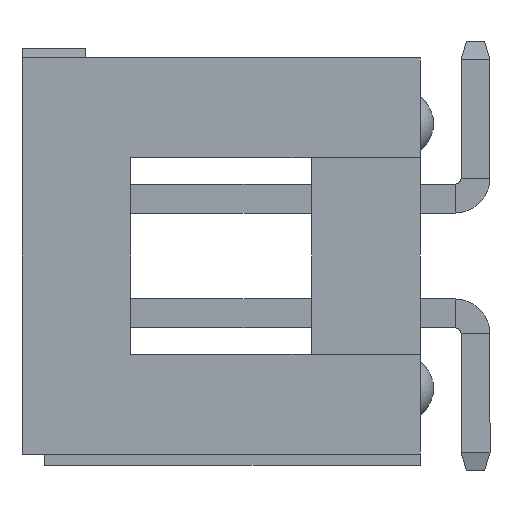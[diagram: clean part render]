
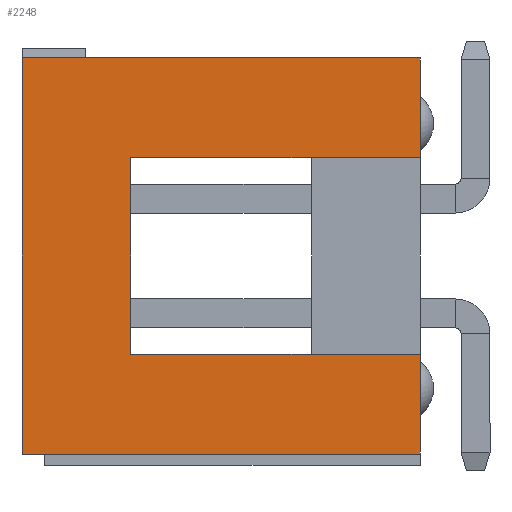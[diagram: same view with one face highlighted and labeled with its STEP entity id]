
A CAD part, left-side view. The second image highlights one B-rep face of the part: STEP entity #2248.
In plain terms, the highlighted planar face has unit normal (-1, 0, 0).
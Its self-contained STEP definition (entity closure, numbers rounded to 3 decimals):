
#9 = EDGE_CURVE ( 'NONE', #2092, #4068, #2004, .T. ) ;
#163 = DIRECTION ( 'NONE',  ( 0., 1., 0. ) ) ;
#179 = DIRECTION ( 'NONE',  ( 0., 0., -1. ) ) ;
#480 = ORIENTED_EDGE ( 'NONE', *, *, #2851, .T. ) ;
#538 = CARTESIAN_POINT ( 'NONE',  ( 0., 0., -4.375 ) ) ;
#558 = PLANE ( 'NONE',  #3856 ) ;
#680 = LINE ( 'NONE', #3160, #1858 ) ;
#796 = ORIENTED_EDGE ( 'NONE', *, *, #2347, .F. ) ;
#902 = VERTEX_POINT ( 'NONE', #4101 ) ;
#932 = VECTOR ( 'NONE', #1377, 1000. ) ;
#994 = CARTESIAN_POINT ( 'NONE',  ( 0., 0., 4.375 ) ) ;
#1048 = LINE ( 'NONE', #994, #1112 ) ;
#1112 = VECTOR ( 'NONE', #3609, 1000. ) ;
#1256 = ORIENTED_EDGE ( 'NONE', *, *, #2244, .F. ) ;
#1377 = DIRECTION ( 'NONE',  ( 0., -1., 0. ) ) ;
#1454 = LINE ( 'NONE', #1677, #2761 ) ;
#1536 = CARTESIAN_POINT ( 'NONE',  ( 0., 8.8, -4.375 ) ) ;
#1599 = VERTEX_POINT ( 'NONE', #4619 ) ;
#1646 = DIRECTION ( 'NONE',  ( 0., -1., 0. ) ) ;
#1677 = CARTESIAN_POINT ( 'NONE',  ( 0., 8.8, 4.375 ) ) ;
#1683 = CARTESIAN_POINT ( 'NONE',  ( 0., 0., 4.375 ) ) ;
#1692 = DIRECTION ( 'NONE',  ( 0., 0., -1. ) ) ;
#1699 = CARTESIAN_POINT ( 'NONE',  ( 0., 6.4, -2.166 ) ) ;
#1787 = CARTESIAN_POINT ( 'NONE',  ( 0., 0., -4.375 ) ) ;
#1792 = ORIENTED_EDGE ( 'NONE', *, *, #9, .T. ) ;
#1858 = VECTOR ( 'NONE', #163, 1000. ) ;
#2004 = LINE ( 'NONE', #1787, #2605 ) ;
#2092 = VERTEX_POINT ( 'NONE', #1536 ) ;
#2244 = EDGE_CURVE ( 'NONE', #3799, #2374, #4156, .T. ) ;
#2248 = ADVANCED_FACE ( 'NONE', ( #4039 ), #558, .F. ) ;
#2268 = EDGE_CURVE ( 'NONE', #1599, #902, #2769, .T. ) ;
#2270 = CARTESIAN_POINT ( 'NONE',  ( 0., 8.8, 4.375 ) ) ;
#2347 = EDGE_CURVE ( 'NONE', #4246, #4068, #1048, .T. ) ;
#2350 = VECTOR ( 'NONE', #2889, 1000. ) ;
#2374 = VERTEX_POINT ( 'NONE', #3626 ) ;
#2411 = EDGE_CURVE ( 'NONE', #902, #4246, #3974, .T. ) ;
#2421 = DIRECTION ( 'NONE',  ( 1., 0., 0. ) ) ;
#2441 = ORIENTED_EDGE ( 'NONE', *, *, #3054, .F. ) ;
#2538 = CARTESIAN_POINT ( 'NONE',  ( 0., 0., 2.166 ) ) ;
#2605 = VECTOR ( 'NONE', #3991, 1000. ) ;
#2761 = VECTOR ( 'NONE', #1692, 1000. ) ;
#2769 = LINE ( 'NONE', #3502, #3811 ) ;
#2798 = DIRECTION ( 'NONE',  ( 0., 0., -1. ) ) ;
#2847 = CARTESIAN_POINT ( 'NONE',  ( 0., 0., -2.166 ) ) ;
#2851 = EDGE_CURVE ( 'NONE', #3799, #2092, #1454, .T. ) ;
#2889 = DIRECTION ( 'NONE',  ( 0., 0., -1. ) ) ;
#2977 = VERTEX_POINT ( 'NONE', #2538 ) ;
#3054 = EDGE_CURVE ( 'NONE', #2374, #2977, #3325, .T. ) ;
#3145 = ORIENTED_EDGE ( 'NONE', *, *, #3420, .F. ) ;
#3160 = CARTESIAN_POINT ( 'NONE',  ( 0., 6.4, 2.166 ) ) ;
#3279 = CARTESIAN_POINT ( 'NONE',  ( 0., 0., 4.375 ) ) ;
#3310 = ORIENTED_EDGE ( 'NONE', *, *, #2268, .F. ) ;
#3325 = LINE ( 'NONE', #3279, #2350 ) ;
#3420 = EDGE_CURVE ( 'NONE', #2977, #1599, #680, .T. ) ;
#3502 = CARTESIAN_POINT ( 'NONE',  ( 0., 6.4, -2.166 ) ) ;
#3609 = DIRECTION ( 'NONE',  ( 0., 0., -1. ) ) ;
#3626 = CARTESIAN_POINT ( 'NONE',  ( 0., 0., 4.375 ) ) ;
#3799 = VERTEX_POINT ( 'NONE', #2270 ) ;
#3811 = VECTOR ( 'NONE', #2798, 1000. ) ;
#3856 = AXIS2_PLACEMENT_3D ( 'NONE', #3891, #2421, #179 ) ;
#3891 = CARTESIAN_POINT ( 'NONE',  ( 0., 0., 4.375 ) ) ;
#3974 = LINE ( 'NONE', #1699, #932 ) ;
#3991 = DIRECTION ( 'NONE',  ( 0., -1., 0. ) ) ;
#4039 = FACE_OUTER_BOUND ( 'NONE', #4357, .T. ) ;
#4068 = VERTEX_POINT ( 'NONE', #538 ) ;
#4101 = CARTESIAN_POINT ( 'NONE',  ( 0., 6.4, -2.166 ) ) ;
#4126 = ORIENTED_EDGE ( 'NONE', *, *, #2411, .F. ) ;
#4156 = LINE ( 'NONE', #1683, #4662 ) ;
#4246 = VERTEX_POINT ( 'NONE', #2847 ) ;
#4357 = EDGE_LOOP ( 'NONE', ( #796, #4126, #3310, #3145, #2441, #1256, #480, #1792 ) ) ;
#4619 = CARTESIAN_POINT ( 'NONE',  ( 0., 6.4, 2.166 ) ) ;
#4662 = VECTOR ( 'NONE', #1646, 1000. ) ;
